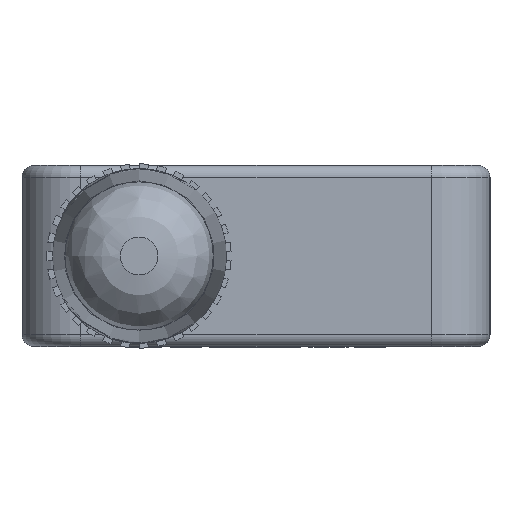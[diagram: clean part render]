
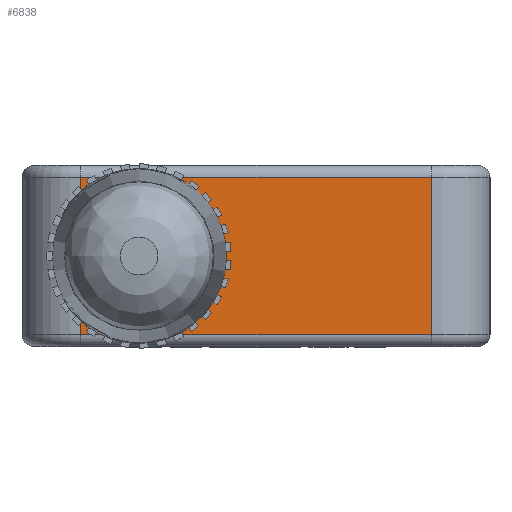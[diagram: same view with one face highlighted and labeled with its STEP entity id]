
A CAD part, left-side view. The second image highlights one B-rep face of the part: STEP entity #6838.
In plain terms, the highlighted planar face has unit normal (-1, 0, 0).
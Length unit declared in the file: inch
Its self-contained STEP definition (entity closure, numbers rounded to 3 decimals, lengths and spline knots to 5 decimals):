
#133=CIRCLE('',#7277,0.125);
#134=CIRCLE('',#7278,0.125);
#700=FACE_OUTER_BOUND('',#1100,.T.);
#1100=EDGE_LOOP('',(#5147,#5148,#5149,#5150,#5151,#5152,#5153));
#1714=LINE('',#10922,#2365);
#1715=LINE('',#10924,#2366);
#1716=LINE('',#10926,#2367);
#1717=LINE('',#10927,#2368);
#1718=LINE('',#10928,#2369);
#2365=VECTOR('',#8325,0.3937);
#2366=VECTOR('',#8326,0.3937);
#2367=VECTOR('',#8327,0.3937);
#2368=VECTOR('',#8328,0.3937);
#2369=VECTOR('',#8329,0.3937);
#2967=VERTEX_POINT('',#10913);
#2968=VERTEX_POINT('',#10915);
#2969=VERTEX_POINT('',#10920);
#2970=VERTEX_POINT('',#10921);
#2971=VERTEX_POINT('',#10923);
#2972=VERTEX_POINT('',#10925);
#3756=EDGE_CURVE('',#2968,#2967,#133,.T.);
#3757=EDGE_CURVE('',#2967,#2968,#134,.T.);
#3758=EDGE_CURVE('',#2969,#2970,#1714,.T.);
#3759=EDGE_CURVE('',#2971,#2969,#1715,.T.);
#3760=EDGE_CURVE('',#2972,#2971,#1716,.T.);
#3761=EDGE_CURVE('',#2968,#2972,#1717,.T.);
#3762=EDGE_CURVE('',#2970,#2968,#1718,.T.);
#5147=ORIENTED_EDGE('',*,*,#3758,.F.);
#5148=ORIENTED_EDGE('',*,*,#3759,.F.);
#5149=ORIENTED_EDGE('',*,*,#3760,.F.);
#5150=ORIENTED_EDGE('',*,*,#3761,.F.);
#5151=ORIENTED_EDGE('',*,*,#3756,.T.);
#5152=ORIENTED_EDGE('',*,*,#3757,.T.);
#5153=ORIENTED_EDGE('',*,*,#3762,.F.);
#6343=PLANE('',#7280);
#6838=ADVANCED_FACE('',(#700),#6343,.T.);
#7277=AXIS2_PLACEMENT_3D('',#10916,#8317,#8318);
#7278=AXIS2_PLACEMENT_3D('',#10917,#8319,#8320);
#7280=AXIS2_PLACEMENT_3D('',#10919,#8323,#8324);
#8317=DIRECTION('center_axis',(1.,0.,0.));
#8318=DIRECTION('ref_axis',(0.,0.,1.));
#8319=DIRECTION('center_axis',(1.,0.,0.));
#8320=DIRECTION('ref_axis',(0.,0.,1.));
#8323=DIRECTION('center_axis',(-1.,0.,0.));
#8324=DIRECTION('ref_axis',(0.,-1.,0.));
#8325=DIRECTION('',(0.,1.,0.));
#8326=DIRECTION('',(0.,0.,-1.));
#8327=DIRECTION('',(0.,-1.,0.));
#8328=DIRECTION('',(0.,0.,1.));
#8329=DIRECTION('',(0.,0.,1.));
#10913=CARTESIAN_POINT('',(-1.5,-0.25,0.0685));
#10915=CARTESIAN_POINT('',(-1.5,-0.125,0.1935));
#10916=CARTESIAN_POINT('Origin',(-1.5,-0.25,0.1935));
#10917=CARTESIAN_POINT('Origin',(-1.5,-0.25,0.1935));
#10919=CARTESIAN_POINT('Origin',(-1.5,0.,0.));
#10920=CARTESIAN_POINT('',(-1.5,-0.875,0.025));
#10921=CARTESIAN_POINT('',(-1.5,-0.125,0.025));
#10922=CARTESIAN_POINT('',(-1.5,-0.25,0.025));
#10923=CARTESIAN_POINT('',(-1.5,-0.875,0.362));
#10924=CARTESIAN_POINT('',(-1.5,-0.875,0.));
#10925=CARTESIAN_POINT('',(-1.5,-0.125,0.362));
#10926=CARTESIAN_POINT('',(-1.5,-0.25,0.362));
#10927=CARTESIAN_POINT('',(-1.5,-0.125,0.));
#10928=CARTESIAN_POINT('',(-1.5,-0.125,0.));
